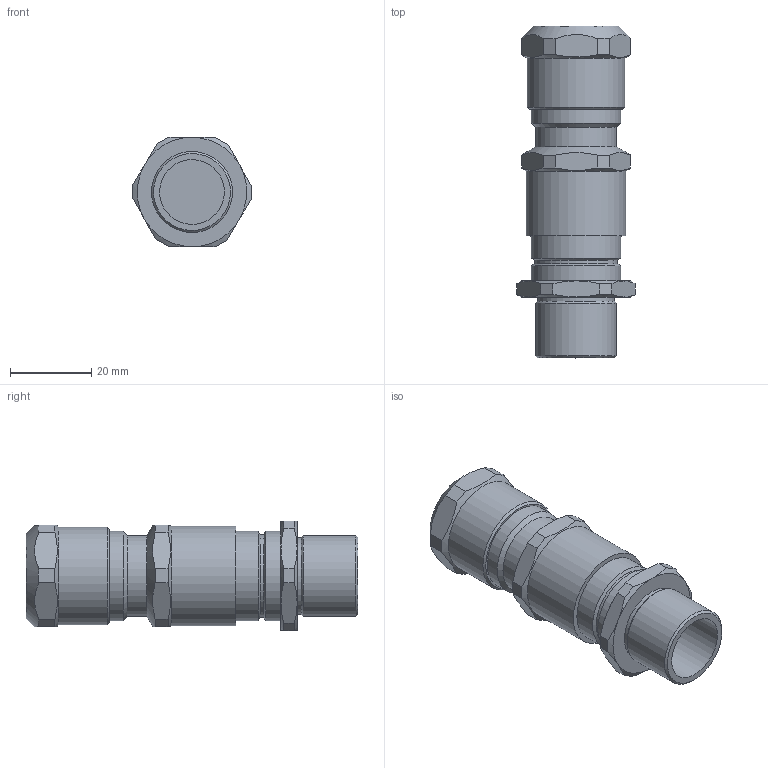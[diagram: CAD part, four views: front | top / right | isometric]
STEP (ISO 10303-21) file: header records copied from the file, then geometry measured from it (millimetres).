
FILE_DESCRIPTION(/* description */ (''),/* implementation_level */ '2;1');
FILE_NAME(/* name */ '',/* time_stamp */ '2024-11-15T09:40:57+07:00',/* author */ ('zeta-86'),/* organization */ (''),/* preprocessor_version */ 'ST-DEVELOPER v19.2',/* originating_system */ 'Autodesk Inventor 2024',/* authorisation */ '');
FILE_SCHEMA (('AUTOMOTIVE_DESIGN { 1 0 10303 214 3 1 1 }'));
Length unit declared in the file: millimetre
Products named in the file (1): Деталь1
Bounding box: 29.2 x 81.9 x 27.08 mm (x, y, z)
Volume: 30376.5 mm3; surface area: 8709.7 mm2
Topology: 1 solids, 1 shells, 77 faces, 184 edges, 115 vertices
Faces by surface type: plane 44, cone 22, cylinder 11
Full cylindrical faces by diameter (mm): 14.5 x1, 16 x1, 19 x1, 20 x2, 20.4 x1, 22 x3, 24 x1, 24.5 x1
Entity records: 2241 total; most frequent: CARTESIAN_POINT 553, ORIENTED_EDGE 368, DIRECTION 291, EDGE_CURVE 184, AXIS2_PLACEMENT_3D 117, VERTEX_POINT 115, EDGE_LOOP 83, FACE_OUTER_BOUND 77
